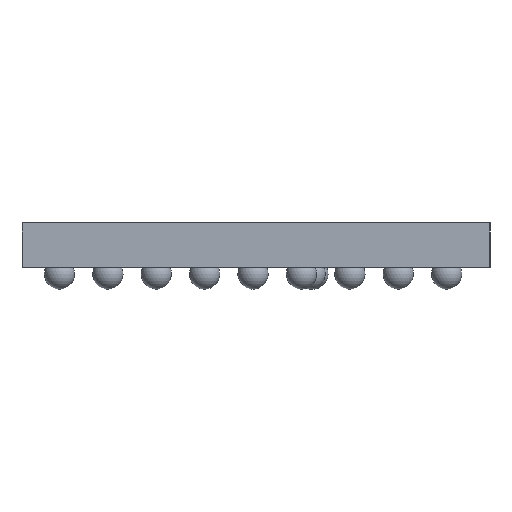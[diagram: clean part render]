
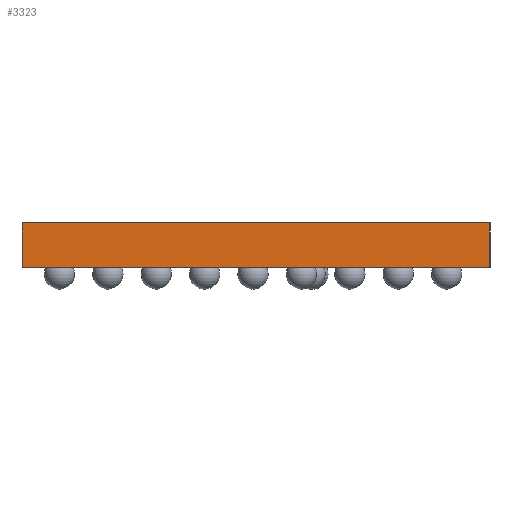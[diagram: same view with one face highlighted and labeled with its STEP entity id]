
A CAD part, left-side view. The second image highlights one B-rep face of the part: STEP entity #3323.
In plain terms, the highlighted planar face has unit normal (-1, 0, 0).
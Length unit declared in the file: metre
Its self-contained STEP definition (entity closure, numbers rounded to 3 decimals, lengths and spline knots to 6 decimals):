
#161=LINE('',#6133,#372);
#209=LINE('',#6554,#420);
#210=LINE('',#6556,#421);
#211=LINE('',#6558,#422);
#372=VECTOR('',#5119,1.);
#420=VECTOR('',#5557,1.);
#421=VECTOR('',#5560,1.);
#422=VECTOR('',#5561,1.);
#954=ORIENTED_EDGE('',*,*,#1795,.T.);
#955=ORIENTED_EDGE('',*,*,#1796,.F.);
#956=ORIENTED_EDGE('',*,*,#1629,.F.);
#957=ORIENTED_EDGE('',*,*,#1794,.T.);
#1629=EDGE_CURVE('',#2051,#2052,#161,.T.);
#1794=EDGE_CURVE('',#2051,#2214,#209,.T.);
#1795=EDGE_CURVE('',#2214,#2215,#210,.T.);
#1796=EDGE_CURVE('',#2052,#2215,#211,.T.);
#2051=VERTEX_POINT('',#6132);
#2052=VERTEX_POINT('',#6134);
#2214=VERTEX_POINT('',#6553);
#2215=VERTEX_POINT('',#6557);
#2459=EDGE_LOOP('',(#954,#955,#956,#957));
#2760=FACE_BOUND('',#2459,.T.);
#2972=PLANE('',#4912);
#3323=ADVANCED_FACE('',(#2760),#2972,.F.);
#4912=AXIS2_PLACEMENT_3D('',#6555,#5558,#5559);
#5119=DIRECTION('',(0.,-1.,0.));
#5557=DIRECTION('',(0.,0.,-1.));
#5558=DIRECTION('',(1.,0.,0.));
#5559=DIRECTION('',(0.,0.,-1.));
#5560=DIRECTION('',(0.,-1.,0.));
#5561=DIRECTION('',(0.,0.,-1.));
#6132=CARTESIAN_POINT('',(-0.001875,0.001693,0.000325));
#6133=CARTESIAN_POINT('',(-0.001875,0.,0.000325));
#6134=CARTESIAN_POINT('',(-0.001875,-0.001693,0.000325));
#6553=CARTESIAN_POINT('',(-0.001875,0.001693,0.));
#6554=CARTESIAN_POINT('',(-0.001875,0.001693,0.000325));
#6555=CARTESIAN_POINT('',(-0.001875,0.,0.000325));
#6556=CARTESIAN_POINT('',(-0.001875,0.,0.));
#6557=CARTESIAN_POINT('',(-0.001875,-0.001693,0.));
#6558=CARTESIAN_POINT('',(-0.001875,-0.001693,0.000325));
